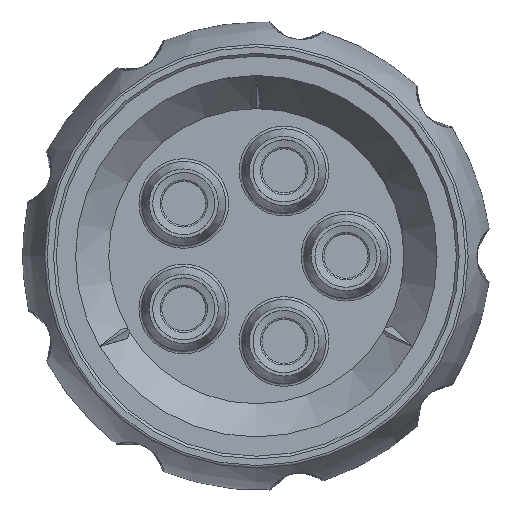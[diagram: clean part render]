
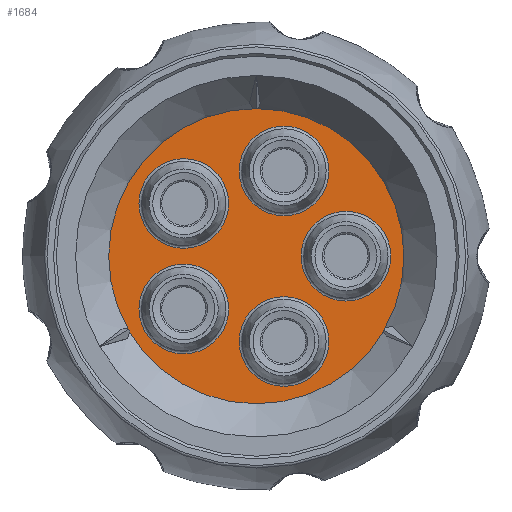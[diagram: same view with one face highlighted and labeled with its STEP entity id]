
A CAD part, left-side view. The second image highlights one B-rep face of the part: STEP entity #1684.
In plain terms, the highlighted planar face has unit normal (-1, 0, 0).
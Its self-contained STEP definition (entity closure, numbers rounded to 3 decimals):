
#1684=ADVANCED_FACE('',(#2356,#2357,#2358,#2359,#2360,#2361),#2186,.T.);
#2186=PLANE('',#7444);
#2356=FACE_BOUND('',#2809,.T.);
#2357=FACE_BOUND('',#2810,.T.);
#2358=FACE_BOUND('',#2811,.T.);
#2359=FACE_BOUND('',#2812,.T.);
#2360=FACE_BOUND('',#2813,.T.);
#2361=FACE_BOUND('',#2814,.T.);
#2809=EDGE_LOOP('',(#3545));
#2810=EDGE_LOOP('',(#3546));
#2811=EDGE_LOOP('',(#3547));
#2812=EDGE_LOOP('',(#3548));
#2813=EDGE_LOOP('',(#3549));
#2814=EDGE_LOOP('',(#3550));
#3545=ORIENTED_EDGE('',*,*,#6078,.T.);
#3546=ORIENTED_EDGE('',*,*,#6079,.T.);
#3547=ORIENTED_EDGE('',*,*,#6080,.T.);
#3548=ORIENTED_EDGE('',*,*,#6081,.T.);
#3549=ORIENTED_EDGE('',*,*,#6082,.T.);
#3550=ORIENTED_EDGE('',*,*,#6077,.F.);
#5422=VERTEX_POINT('',#10600);
#5423=VERTEX_POINT('',#10603);
#5424=VERTEX_POINT('',#10605);
#5425=VERTEX_POINT('',#10607);
#5426=VERTEX_POINT('',#10609);
#5427=VERTEX_POINT('',#10611);
#6077=EDGE_CURVE('',#5422,#5422,#7016,.T.);
#6078=EDGE_CURVE('',#5423,#5423,#7017,.T.);
#6079=EDGE_CURVE('',#5424,#5424,#7018,.T.);
#6080=EDGE_CURVE('',#5425,#5425,#7019,.T.);
#6081=EDGE_CURVE('',#5426,#5426,#7020,.T.);
#6082=EDGE_CURVE('',#5427,#5427,#7021,.T.);
#7016=CIRCLE('',#7437,10.7);
#7017=CIRCLE('',#7439,3.25);
#7018=CIRCLE('',#7440,3.25);
#7019=CIRCLE('',#7441,3.25);
#7020=CIRCLE('',#7442,3.25);
#7021=CIRCLE('',#7443,3.25);
#7437=AXIS2_PLACEMENT_3D('',#10599,#8363,#8364);
#7439=AXIS2_PLACEMENT_3D('',#10602,#8367,#8368);
#7440=AXIS2_PLACEMENT_3D('',#10604,#8369,#8370);
#7441=AXIS2_PLACEMENT_3D('',#10606,#8371,#8372);
#7442=AXIS2_PLACEMENT_3D('',#10608,#8373,#8374);
#7443=AXIS2_PLACEMENT_3D('',#10610,#8375,#8376);
#7444=AXIS2_PLACEMENT_3D('',#10612,#8377,#8378);
#8363=DIRECTION('',(1.,0.,0.));
#8364=DIRECTION('',(0.,0.,-1.));
#8367=DIRECTION('',(1.,0.,0.));
#8368=DIRECTION('',(0.,0.,1.));
#8369=DIRECTION('',(1.,0.,0.));
#8370=DIRECTION('',(0.,0.,1.));
#8371=DIRECTION('',(1.,0.,0.));
#8372=DIRECTION('',(0.,0.,1.));
#8373=DIRECTION('',(1.,0.,0.));
#8374=DIRECTION('',(0.,0.,1.));
#8375=DIRECTION('',(1.,0.,0.));
#8376=DIRECTION('',(0.,0.,1.));
#8377=DIRECTION('',(-1.,0.,0.));
#8378=DIRECTION('',(0.,0.,1.));
#10599=CARTESIAN_POINT('',(-32.5,0.,0.));
#10600=CARTESIAN_POINT('',(-32.5,0.,-10.7));
#10602=CARTESIAN_POINT('',(-32.5,5.259,-3.821));
#10603=CARTESIAN_POINT('',(-32.5,5.259,-0.571));
#10604=CARTESIAN_POINT('',(-32.5,5.259,3.821));
#10605=CARTESIAN_POINT('',(-32.5,5.259,7.071));
#10606=CARTESIAN_POINT('',(-32.5,-2.009,6.182));
#10607=CARTESIAN_POINT('',(-32.5,-2.009,9.432));
#10608=CARTESIAN_POINT('',(-32.5,-6.5,0.));
#10609=CARTESIAN_POINT('',(-32.5,-6.5,3.25));
#10610=CARTESIAN_POINT('',(-32.5,-2.009,-6.182));
#10611=CARTESIAN_POINT('',(-32.5,-2.009,-2.932));
#10612=CARTESIAN_POINT('',(-32.5,0.,0.));
